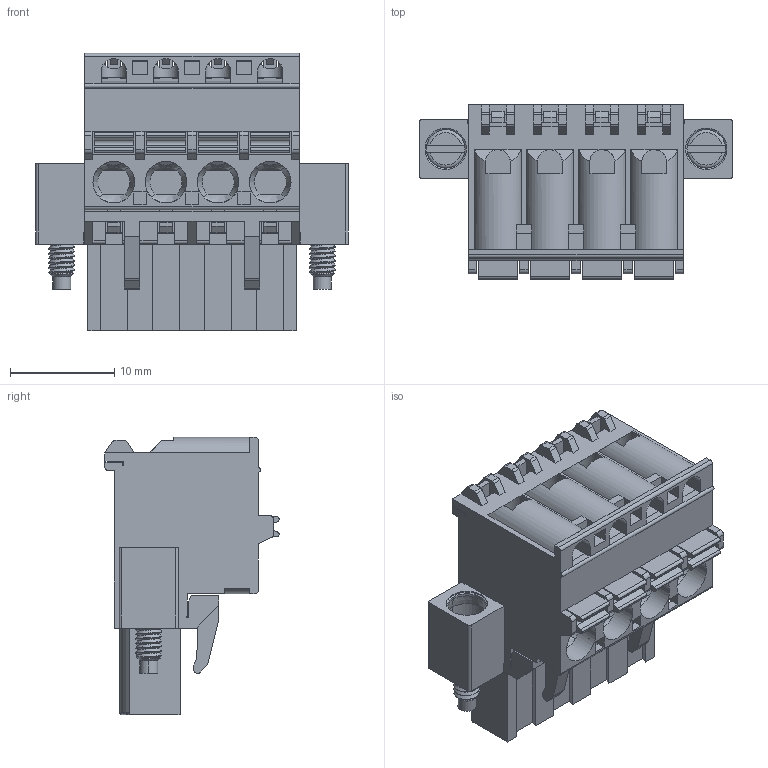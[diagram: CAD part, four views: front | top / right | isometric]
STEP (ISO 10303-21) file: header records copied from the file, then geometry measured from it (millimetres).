
FILE_DESCRIPTION( ('This file contains a STEP AP42 implementation' ,'as created by ZW3D STEP Interface translator.') ,'2;1' );
FILE_NAME( 'WJ2EDGKDAM-5.0-04P-00A.stp' ,'231113.16 019', (''), ('ZWCAD Software Co.'), 'Version 1.0', 'ZW3D to STEP translator', '' );
FILE_SCHEMA(('AUTOMOTIVE_DESIGN { 1 0 10303 214 1 1 1 1 }'));
Length unit declared in the file: millimetre
Products named in the file (2): 0; wj2edgkda_5_asm
Bounding box: 30 x 16.7 x 26.6 mm (x, y, z)
Volume: 5377.9 mm3; surface area: 4853.5 mm2
Topology: 1 solids, 1 shells, 1022 faces, 2882 edges, 1850 vertices
Faces by surface type: plane 713, cylinder 239, bspline 30, torus 20, cone 20
Entity records: 39358 total; most frequent: CARTESIAN_POINT 11855, ORIENTED_EDGE 5764, DIRECTION 5192, EDGE_CURVE 2882, VECTOR 2222, LINE 2222, VERTEX_POINT 1850, AXIS2_PLACEMENT_3D 1485
